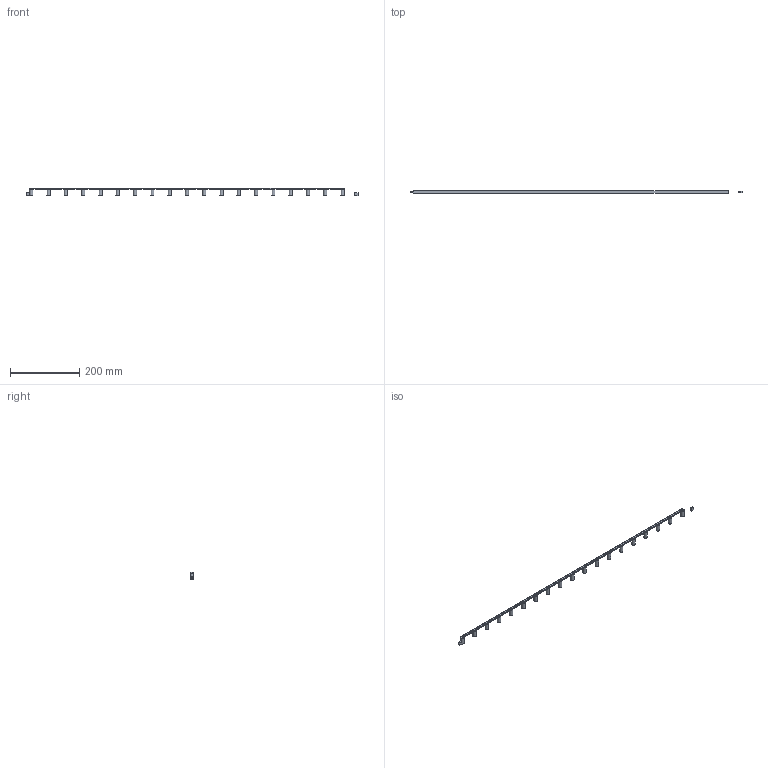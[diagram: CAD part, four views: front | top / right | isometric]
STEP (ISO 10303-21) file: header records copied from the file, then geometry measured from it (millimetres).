
FILE_DESCRIPTION(('Open CASCADE Model'),'2;1');
FILE_NAME('Open CASCADE Shape Model','2024-05-28T23:04:33',('Author'),( 'Open CASCADE'),'Open CASCADE STEP processor 7.7','Open CASCADE 7.7' ,'Unknown');
FILE_SCHEMA(('AUTOMOTIVE_DESIGN { 1 0 10303 214 1 1 1 1 }'));
Length unit declared in the file: millimetre
Products named in the file (4): Open CASCADE STEP translator 7.7 12; Open CASCADE STEP translator 7.7 12.1; Open CASCADE STEP translator 7.7 12.2; Open CASCADE STEP translator 7.7 12.3
Assembly tree (3 placements, depth 2):
  Open CASCADE STEP translator 7.7 12
    Open CASCADE STEP translator 7.7 12.1
    Open CASCADE STEP translator 7.7 12.2
    Open CASCADE STEP translator 7.7 12.3
Bounding box: 960 x 10 x 23 mm (x, y, z)
Volume: 36917.1 mm3; surface area: 38812.8 mm2
Topology: 3 solids, 3 shells, 125 faces, 283 edges, 165 vertices
Faces by surface type: plane 106, cylinder 19
Full cylindrical faces by diameter (mm): 10 x19
Entity records: 7177 total; most frequent: DIRECTION 1216, CARTESIAN_POINT 1145, LINE 625, VECTOR 625, ORIENTED_EDGE 566, PCURVE 566, DEFINITIONAL_REPRESENTATION 566, EDGE_CURVE 283
